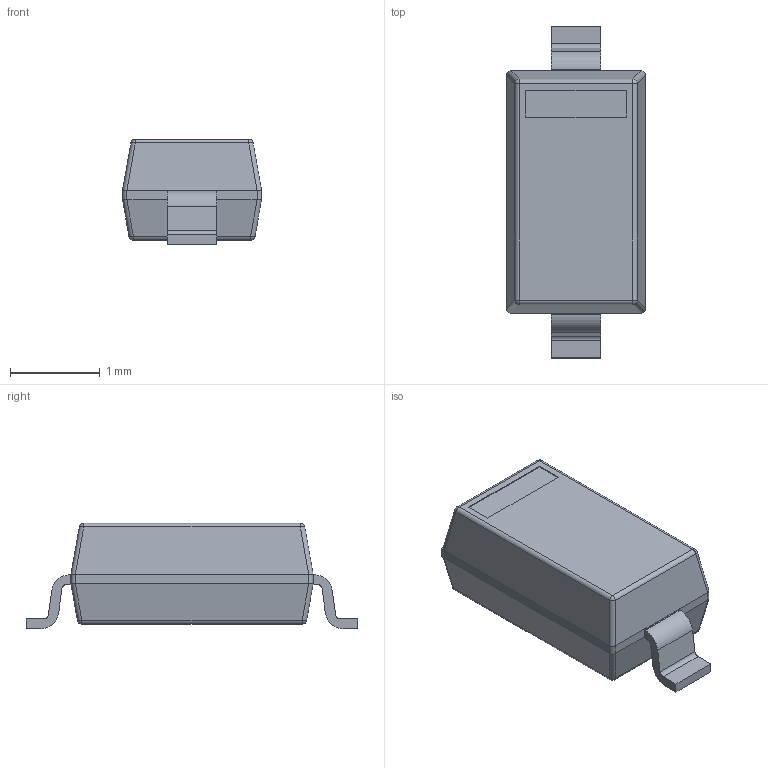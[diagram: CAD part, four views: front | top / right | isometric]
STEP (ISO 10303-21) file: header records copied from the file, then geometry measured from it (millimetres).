
FILE_DESCRIPTION(/* description */ ('model of SOD123'),/* implementation_level */ '2;1');
FILE_NAME(/* name */ 'SOD123.stp',/* time_stamp */ '2015-12-05T22:09:37',/* author */ ('Joan The Spark',''),/* organization */ (''),/* preprocessor_version */ '',/* originating_system */ '',/* authorisation */ '');
FILE_SCHEMA (('AUTOMOTIVE_DESIGN { 1 0 10303 214 3 1 1 }'));
Length unit declared in the file: millimetre
Products named in the file (1): SOD123
Bounding box: 1.55 x 3.7 x 1.18 mm (x, y, z)
Volume: 4.4 mm3; surface area: 18.2 mm2
Topology: 1 solids, 1 shells, 73 faces, 186 edges, 116 vertices
Faces by surface type: plane 37, cylinder 28, sphere 8
Entity records: 2277 total; most frequent: DIRECTION 398, CARTESIAN_POINT 376, ORIENTED_EDGE 372, EDGE_CURVE 186, AXIS2_PLACEMENT_3D 138, LINE 122, VECTOR 122, VERTEX_POINT 116
